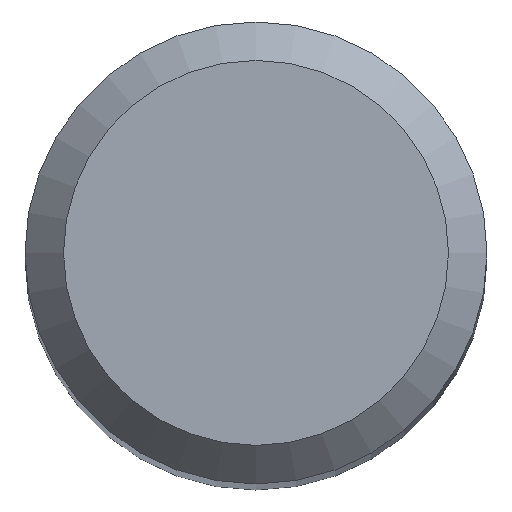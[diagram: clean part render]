
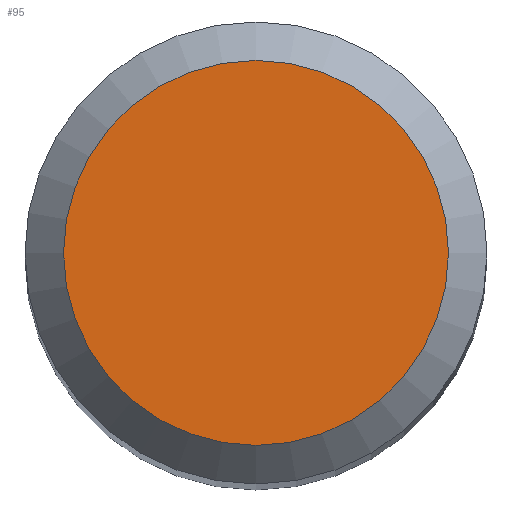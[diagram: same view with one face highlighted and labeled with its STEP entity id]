
A CAD part, top view. The second image highlights one B-rep face of the part: STEP entity #95.
In plain terms, the highlighted planar face has unit normal (0, 0, 1).
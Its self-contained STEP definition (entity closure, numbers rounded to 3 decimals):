
#6 = CARTESIAN_POINT ( 'NONE',  ( 0., 0., 55. ) ) ;
#23 = EDGE_LOOP ( 'NONE', ( #200 ) ) ;
#46 = DIRECTION ( 'NONE',  ( 1., 0., 0. ) ) ;
#47 = AXIS2_PLACEMENT_3D ( 'NONE', #206, #104, #187 ) ;
#58 = CIRCLE ( 'NONE', #47, 2.5 ) ;
#95 = ADVANCED_FACE ( 'NONE', ( #164 ), #240, .T. ) ;
#96 = CARTESIAN_POINT ( 'NONE',  ( 2.5, 0., 55. ) ) ;
#104 = DIRECTION ( 'NONE',  ( 0., 0., 1. ) ) ;
#160 = VERTEX_POINT ( 'NONE', #96 ) ;
#164 = FACE_OUTER_BOUND ( 'NONE', #23, .T. ) ;
#179 = AXIS2_PLACEMENT_3D ( 'NONE', #6, #204, #46 ) ;
#187 = DIRECTION ( 'NONE',  ( 1., 0., 0. ) ) ;
#200 = ORIENTED_EDGE ( 'NONE', *, *, #209, .T. ) ;
#204 = DIRECTION ( 'NONE',  ( 0., 0., 1. ) ) ;
#206 = CARTESIAN_POINT ( 'NONE',  ( 0., 0., 55. ) ) ;
#209 = EDGE_CURVE ( 'NONE', #160, #160, #58, .T. ) ;
#240 = PLANE ( 'NONE',  #179 ) ;
